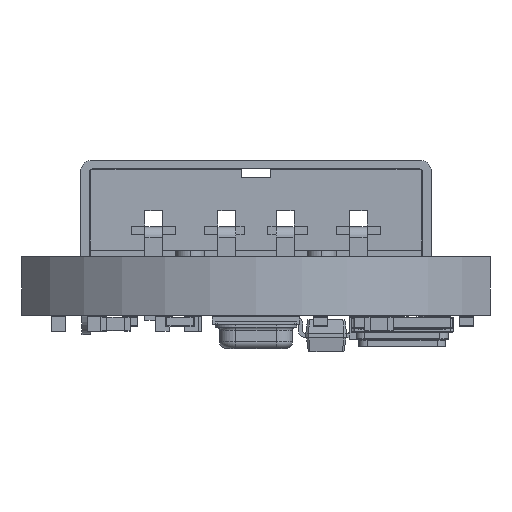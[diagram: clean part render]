
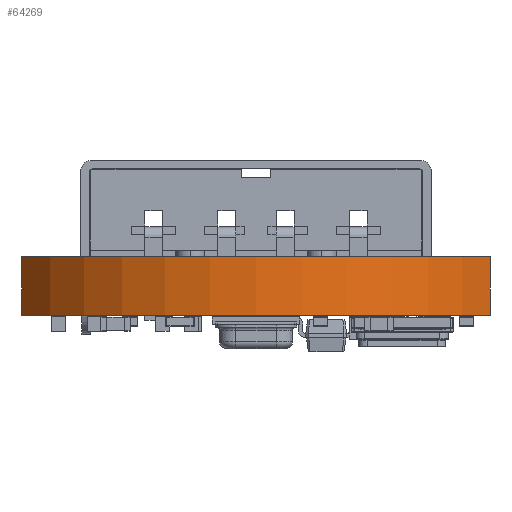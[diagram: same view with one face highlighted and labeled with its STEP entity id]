
A CAD part, left-side view. The second image highlights one B-rep face of the part: STEP entity #64269.
In plain terms, the highlighted cylindrical face has radius 9.434 mm (diameter 18.868 mm), a partial arc.
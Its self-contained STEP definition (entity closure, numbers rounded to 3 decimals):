
#62729 = PLANE('',#62730);
#62730 = AXIS2_PLACEMENT_3D('',#62731,#62732,#62733);
#62731 = CARTESIAN_POINT('',(134.343,-112.,2.));
#62732 = DIRECTION('',(0.,0.,1.));
#62733 = DIRECTION('',(1.,0.,-0.));
#62783 = PLANE('',#62784);
#62784 = AXIS2_PLACEMENT_3D('',#62785,#62786,#62787);
#62785 = CARTESIAN_POINT('',(134.343,-112.,0.));
#62786 = DIRECTION('',(0.,0.,1.));
#62787 = DIRECTION('',(1.,0.,-0.));
#62979 = VERTEX_POINT('',#62980);
#62980 = CARTESIAN_POINT('',(124.4,-104.,0.));
#62994 = PLANE('',#62995);
#62995 = AXIS2_PLACEMENT_3D('',#62996,#62997,#62998);
#62996 = CARTESIAN_POINT('',(139.5,-104.,0.));
#62997 = DIRECTION('',(0.,-1.,0.));
#62998 = DIRECTION('',(-1.,0.,0.));
#63006 = EDGE_CURVE('',#62979,#63007,#63009,.T.);
#63007 = VERTEX_POINT('',#63008);
#63008 = CARTESIAN_POINT('',(124.4,-120.,0.));
#63009 = SURFACE_CURVE('',#63010,(#63015,#63022),.PCURVE_S1.);
#63010 = CIRCLE('',#63011,9.434);
#63011 = AXIS2_PLACEMENT_3D('',#63012,#63013,#63014);
#63012 = CARTESIAN_POINT('',(129.4,-112.,0.));
#63013 = DIRECTION('',(0.,0.,1.));
#63014 = DIRECTION('',(1.,0.,-0.));
#63015 = PCURVE('',#62783,#63016);
#63016 = DEFINITIONAL_REPRESENTATION('',(#63017),#63021);
#63017 = CIRCLE('',#63018,9.434);
#63018 = AXIS2_PLACEMENT_2D('',#63019,#63020);
#63019 = CARTESIAN_POINT('',(-4.943,0.));
#63020 = DIRECTION('',(1.,0.));
#63021 = ( GEOMETRIC_REPRESENTATION_CONTEXT(2) 
PARAMETRIC_REPRESENTATION_CONTEXT() REPRESENTATION_CONTEXT('2D SPACE',''
  ) );
#63022 = PCURVE('',#63023,#63028);
#63023 = CYLINDRICAL_SURFACE('',#63024,9.434);
#63024 = AXIS2_PLACEMENT_3D('',#63025,#63026,#63027);
#63025 = CARTESIAN_POINT('',(129.4,-112.,0.));
#63026 = DIRECTION('',(-0.,-0.,-1.));
#63027 = DIRECTION('',(1.,0.,-0.));
#63028 = DEFINITIONAL_REPRESENTATION('',(#63029),#63033);
#63029 = LINE('',#63030,#63031);
#63030 = CARTESIAN_POINT('',(-0.,0.));
#63031 = VECTOR('',#63032,1.);
#63032 = DIRECTION('',(-1.,0.));
#63033 = ( GEOMETRIC_REPRESENTATION_CONTEXT(2) 
PARAMETRIC_REPRESENTATION_CONTEXT() REPRESENTATION_CONTEXT('2D SPACE',''
  ) );
#63051 = PLANE('',#63052);
#63052 = AXIS2_PLACEMENT_3D('',#63053,#63054,#63055);
#63053 = CARTESIAN_POINT('',(124.4,-120.,0.));
#63054 = DIRECTION('',(0.,1.,0.));
#63055 = DIRECTION('',(1.,0.,0.));
#63622 = VERTEX_POINT('',#63623);
#63623 = CARTESIAN_POINT('',(124.4,-104.,2.));
#63644 = EDGE_CURVE('',#63622,#63645,#63647,.T.);
#63645 = VERTEX_POINT('',#63646);
#63646 = CARTESIAN_POINT('',(124.4,-120.,2.));
#63647 = SURFACE_CURVE('',#63648,(#63653,#63660),.PCURVE_S1.);
#63648 = CIRCLE('',#63649,9.434);
#63649 = AXIS2_PLACEMENT_3D('',#63650,#63651,#63652);
#63650 = CARTESIAN_POINT('',(129.4,-112.,2.));
#63651 = DIRECTION('',(0.,0.,1.));
#63652 = DIRECTION('',(1.,0.,-0.));
#63653 = PCURVE('',#62729,#63654);
#63654 = DEFINITIONAL_REPRESENTATION('',(#63655),#63659);
#63655 = CIRCLE('',#63656,9.434);
#63656 = AXIS2_PLACEMENT_2D('',#63657,#63658);
#63657 = CARTESIAN_POINT('',(-4.943,0.));
#63658 = DIRECTION('',(1.,0.));
#63659 = ( GEOMETRIC_REPRESENTATION_CONTEXT(2) 
PARAMETRIC_REPRESENTATION_CONTEXT() REPRESENTATION_CONTEXT('2D SPACE',''
  ) );
#63660 = PCURVE('',#63023,#63661);
#63661 = DEFINITIONAL_REPRESENTATION('',(#63662),#63666);
#63662 = LINE('',#63663,#63664);
#63663 = CARTESIAN_POINT('',(-0.,-2.));
#63664 = VECTOR('',#63665,1.);
#63665 = DIRECTION('',(-1.,0.));
#63666 = ( GEOMETRIC_REPRESENTATION_CONTEXT(2) 
PARAMETRIC_REPRESENTATION_CONTEXT() REPRESENTATION_CONTEXT('2D SPACE',''
  ) );
#64221 = EDGE_CURVE('',#62979,#63622,#64222,.T.);
#64222 = SURFACE_CURVE('',#64223,(#64227,#64234),.PCURVE_S1.);
#64223 = LINE('',#64224,#64225);
#64224 = CARTESIAN_POINT('',(124.4,-104.,0.));
#64225 = VECTOR('',#64226,1.);
#64226 = DIRECTION('',(0.,0.,1.));
#64227 = PCURVE('',#62994,#64228);
#64228 = DEFINITIONAL_REPRESENTATION('',(#64229),#64233);
#64229 = LINE('',#64230,#64231);
#64230 = CARTESIAN_POINT('',(15.1,0.));
#64231 = VECTOR('',#64232,1.);
#64232 = DIRECTION('',(0.,-1.));
#64233 = ( GEOMETRIC_REPRESENTATION_CONTEXT(2) 
PARAMETRIC_REPRESENTATION_CONTEXT() REPRESENTATION_CONTEXT('2D SPACE',''
  ) );
#64234 = PCURVE('',#63023,#64235);
#64235 = DEFINITIONAL_REPRESENTATION('',(#64236),#64240);
#64236 = LINE('',#64237,#64238);
#64237 = CARTESIAN_POINT('',(-2.129,0.));
#64238 = VECTOR('',#64239,1.);
#64239 = DIRECTION('',(-0.,-1.));
#64240 = ( GEOMETRIC_REPRESENTATION_CONTEXT(2) 
PARAMETRIC_REPRESENTATION_CONTEXT() REPRESENTATION_CONTEXT('2D SPACE',''
  ) );
#64269 = ADVANCED_FACE('',(#64270),#63023,.T.);
#64270 = FACE_BOUND('',#64271,.F.);
#64271 = EDGE_LOOP('',(#64272,#64273,#64274,#64295));
#64272 = ORIENTED_EDGE('',*,*,#64221,.T.);
#64273 = ORIENTED_EDGE('',*,*,#63644,.T.);
#64274 = ORIENTED_EDGE('',*,*,#64275,.F.);
#64275 = EDGE_CURVE('',#63007,#63645,#64276,.T.);
#64276 = SURFACE_CURVE('',#64277,(#64281,#64288),.PCURVE_S1.);
#64277 = LINE('',#64278,#64279);
#64278 = CARTESIAN_POINT('',(124.4,-120.,0.));
#64279 = VECTOR('',#64280,1.);
#64280 = DIRECTION('',(0.,0.,1.));
#64281 = PCURVE('',#63023,#64282);
#64282 = DEFINITIONAL_REPRESENTATION('',(#64283),#64287);
#64283 = LINE('',#64284,#64285);
#64284 = CARTESIAN_POINT('',(-4.154,0.));
#64285 = VECTOR('',#64286,1.);
#64286 = DIRECTION('',(-0.,-1.));
#64287 = ( GEOMETRIC_REPRESENTATION_CONTEXT(2) 
PARAMETRIC_REPRESENTATION_CONTEXT() REPRESENTATION_CONTEXT('2D SPACE',''
  ) );
#64288 = PCURVE('',#63051,#64289);
#64289 = DEFINITIONAL_REPRESENTATION('',(#64290),#64294);
#64290 = LINE('',#64291,#64292);
#64291 = CARTESIAN_POINT('',(0.,0.));
#64292 = VECTOR('',#64293,1.);
#64293 = DIRECTION('',(0.,-1.));
#64294 = ( GEOMETRIC_REPRESENTATION_CONTEXT(2) 
PARAMETRIC_REPRESENTATION_CONTEXT() REPRESENTATION_CONTEXT('2D SPACE',''
  ) );
#64295 = ORIENTED_EDGE('',*,*,#63006,.F.);
